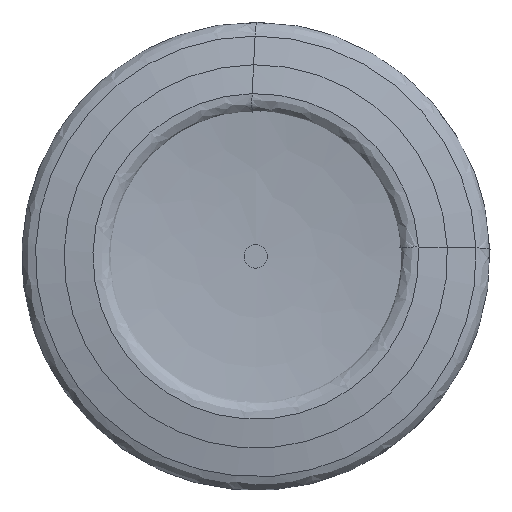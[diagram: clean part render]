
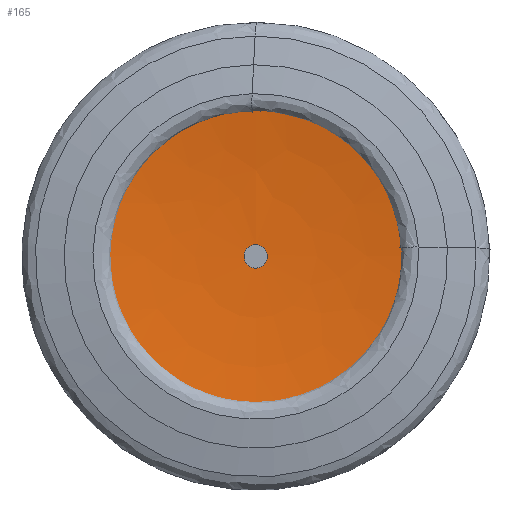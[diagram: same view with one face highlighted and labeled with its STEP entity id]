
A CAD part, left-side view. The second image highlights one B-rep face of the part: STEP entity #165.
In plain terms, the highlighted free-form (B-spline) face has degree [3, 3] with [4, 7] control points.
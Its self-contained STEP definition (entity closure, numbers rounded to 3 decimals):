
#76=FACE_BOUND('',#274,.T.);
#77=FACE_BOUND('',#275,.T.);
#165=ADVANCED_FACE('',(#76,#77),#207,.T.);
#207=(
BOUNDED_SURFACE()
B_SPLINE_SURFACE(3,3,((#1393,#1394,#1395,#1396,#1397,#1398,#1399),(#1400,
#1401,#1402,#1403,#1404,#1405,#1406),(#1407,#1408,#1409,#1410,#1411,#1412,
#1413),(#1414,#1415,#1416,#1417,#1418,#1419,#1420)),.UNSPECIFIED.,.F.,.T.,
 .F.)
B_SPLINE_SURFACE_WITH_KNOTS((4,4),(1,3,3,3,1),(0.,1.),(-0.5,0.,0.5,1.,1.5),
 .UNSPECIFIED.)
GEOMETRIC_REPRESENTATION_ITEM()
RATIONAL_B_SPLINE_SURFACE(((1.,0.333,0.333,1.,0.333,
0.333,1.),(0.998,0.333,0.333,
0.998,0.333,0.333,0.998),
(0.998,0.333,0.333,0.998,
0.333,0.333,0.998),(1.,0.333,
0.333,1.,0.333,0.333,1.)))
REPRESENTATION_ITEM('')
SURFACE()
);
#274=EDGE_LOOP('',(#480));
#275=EDGE_LOOP('',(#481));
#350=CIRCLE('',#721,1.);
#351=CIRCLE('',#723,13.708);
#480=ORIENTED_EDGE('',*,*,#622,.F.);
#481=ORIENTED_EDGE('',*,*,#623,.T.);
#548=VERTEX_POINT('',#1389);
#549=VERTEX_POINT('',#1392);
#622=EDGE_CURVE('',#548,#548,#350,.T.);
#623=EDGE_CURVE('',#549,#549,#351,.T.);
#721=AXIS2_PLACEMENT_3D('',#1388,#869,#870);
#723=AXIS2_PLACEMENT_3D('',#1391,#873,#874);
#869=DIRECTION('',(-1.,0.,0.));
#870=DIRECTION('',(0.,0.,1.));
#873=DIRECTION('',(-1.,0.,0.));
#874=DIRECTION('',(0.,0.,1.));
#1388=CARTESIAN_POINT('',(1.5,0.,0.));
#1389=CARTESIAN_POINT('',(1.5,0.,1.));
#1391=CARTESIAN_POINT('',(0.606,0.,0.));
#1392=CARTESIAN_POINT('',(0.606,0.,13.708));
#1393=CARTESIAN_POINT('',(1.5,0.,1.));
#1394=CARTESIAN_POINT('',(1.5,2.,1.));
#1395=CARTESIAN_POINT('',(1.5,2.,-1.));
#1396=CARTESIAN_POINT('',(1.5,0.,-1.));
#1397=CARTESIAN_POINT('',(1.5,-2.,-1.));
#1398=CARTESIAN_POINT('',(1.5,-2.,1.));
#1399=CARTESIAN_POINT('',(1.5,0.,1.));
#1400=CARTESIAN_POINT('',(1.5,0.,5.254));
#1401=CARTESIAN_POINT('',(1.5,10.507,5.254));
#1402=CARTESIAN_POINT('',(1.5,10.507,-5.254));
#1403=CARTESIAN_POINT('',(1.5,0.,-5.254));
#1404=CARTESIAN_POINT('',(1.5,-10.507,-5.254));
#1405=CARTESIAN_POINT('',(1.5,-10.507,5.254));
#1406=CARTESIAN_POINT('',(1.5,0.,5.254));
#1407=CARTESIAN_POINT('',(1.201,0.,9.497));
#1408=CARTESIAN_POINT('',(1.201,18.993,9.497));
#1409=CARTESIAN_POINT('',(1.201,18.993,-9.497));
#1410=CARTESIAN_POINT('',(1.201,0.,-9.497));
#1411=CARTESIAN_POINT('',(1.201,-18.993,-9.497));
#1412=CARTESIAN_POINT('',(1.201,-18.993,9.497));
#1413=CARTESIAN_POINT('',(1.201,0.,9.497));
#1414=CARTESIAN_POINT('',(0.606,0.,13.708));
#1415=CARTESIAN_POINT('',(0.606,27.417,13.708));
#1416=CARTESIAN_POINT('',(0.606,27.417,-13.708));
#1417=CARTESIAN_POINT('',(0.606,0.,-13.708));
#1418=CARTESIAN_POINT('',(0.606,-27.417,-13.708));
#1419=CARTESIAN_POINT('',(0.606,-27.417,13.708));
#1420=CARTESIAN_POINT('',(0.606,0.,13.708));
